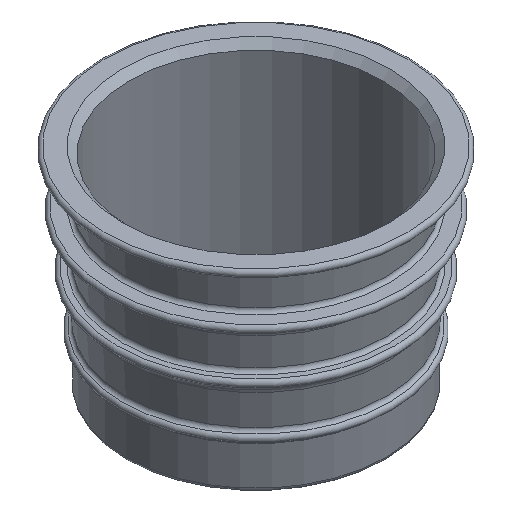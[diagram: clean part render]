
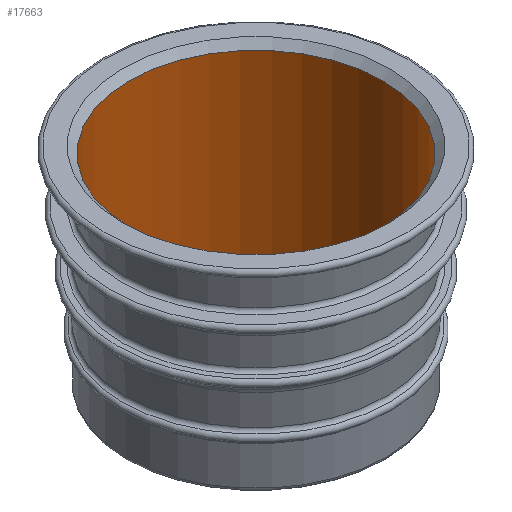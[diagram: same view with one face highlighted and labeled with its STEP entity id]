
A CAD part, isometric view. The second image highlights one B-rep face of the part: STEP entity #17663.
In plain terms, the highlighted cylindrical face has radius 365 mm (diameter 730 mm), a full revolution.
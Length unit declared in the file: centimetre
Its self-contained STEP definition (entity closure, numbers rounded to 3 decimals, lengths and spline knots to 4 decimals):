
#23=CYLINDRICAL_SURFACE('',#18276,36.5);
#89=CIRCLE('',#18275,36.5);
#90=CIRCLE('',#18277,36.5);
#91=CIRCLE('',#18278,36.5);
#1670=FACE_OUTER_BOUND('',#2708,.T.);
#2708=EDGE_LOOP('',(#16311,#16312,#16313,#16314,#16315));
#4457=LINE('',#31435,#6200);
#6200=VECTOR('',#21249,36.5);
#8660=VERTEX_POINT('',#31427);
#8661=VERTEX_POINT('',#31431);
#8662=VERTEX_POINT('',#31432);
#11212=EDGE_CURVE('',#8660,#8660,#89,.T.);
#11213=EDGE_CURVE('',#8661,#8662,#90,.T.);
#11214=EDGE_CURVE('',#8662,#8661,#91,.T.);
#11215=EDGE_CURVE('',#8662,#8660,#4457,.T.);
#16311=ORIENTED_EDGE('',*,*,#11213,.F.);
#16312=ORIENTED_EDGE('',*,*,#11214,.F.);
#16313=ORIENTED_EDGE('',*,*,#11215,.T.);
#16314=ORIENTED_EDGE('',*,*,#11212,.F.);
#16315=ORIENTED_EDGE('',*,*,#11215,.F.);
#17663=ADVANCED_FACE('',(#1670),#23,.F.);
#18275=AXIS2_PLACEMENT_3D('',#31429,#21241,#21242);
#18276=AXIS2_PLACEMENT_3D('',#31430,#21243,#21244);
#18277=AXIS2_PLACEMENT_3D('',#31433,#21245,#21246);
#18278=AXIS2_PLACEMENT_3D('',#31434,#21247,#21248);
#21241=DIRECTION('center_axis',(0.,0.,1.));
#21242=DIRECTION('ref_axis',(1.,0.,0.));
#21243=DIRECTION('center_axis',(0.,0.,-1.));
#21244=DIRECTION('ref_axis',(-1.,0.,0.));
#21245=DIRECTION('center_axis',(0.,0.,-1.));
#21246=DIRECTION('ref_axis',(1.,0.,0.));
#21247=DIRECTION('center_axis',(0.,0.,-1.));
#21248=DIRECTION('ref_axis',(1.,0.,0.));
#21249=DIRECTION('',(0.,0.,-1.));
#31427=CARTESIAN_POINT('',(36.5,0.,2.4));
#31429=CARTESIAN_POINT('Origin',(0.,0.,2.4));
#31430=CARTESIAN_POINT('Origin',(0.,0.,31.));
#31431=CARTESIAN_POINT('',(-36.5,0.,58.));
#31432=CARTESIAN_POINT('',(36.5,0.,58.));
#31433=CARTESIAN_POINT('Origin',(0.,0.,58.));
#31434=CARTESIAN_POINT('Origin',(0.,0.,58.));
#31435=CARTESIAN_POINT('',(36.5,0.,31.));
